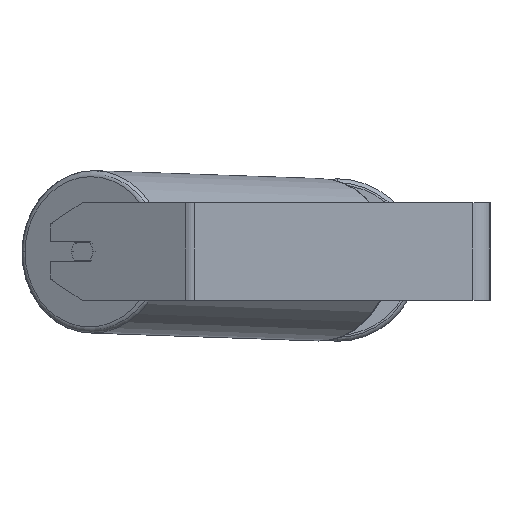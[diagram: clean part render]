
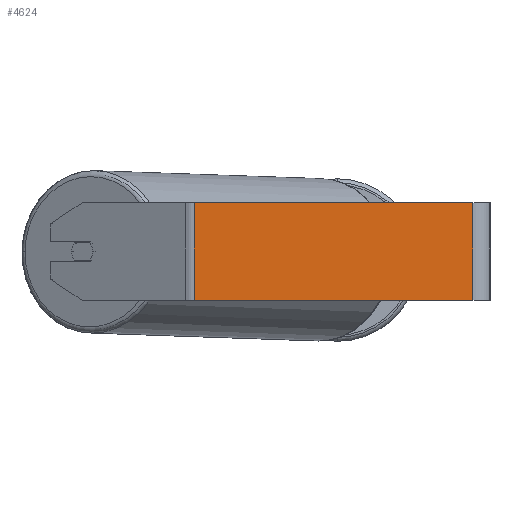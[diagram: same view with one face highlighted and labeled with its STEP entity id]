
A CAD part, left-side view. The second image highlights one B-rep face of the part: STEP entity #4624.
In plain terms, the highlighted planar face has unit normal (-1, 0, 0).
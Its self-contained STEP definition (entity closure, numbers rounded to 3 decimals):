
#485 = CARTESIAN_POINT ( 'NONE',  ( -620., 245.663, 40. ) ) ;
#1234 = ORIENTED_EDGE ( 'NONE', *, *, #8583, .T. ) ;
#1236 = CARTESIAN_POINT ( 'NONE',  ( -620., 14., 40. ) ) ;
#1506 = CARTESIAN_POINT ( 'NONE',  ( -620., 241.912, 40. ) ) ;
#1633 = VECTOR ( 'NONE', #2883, 1000. ) ;
#1784 = EDGE_CURVE ( 'NONE', #5517, #7313, #5227, .T. ) ;
#1849 = DIRECTION ( 'NONE',  ( 0., -1., 0. ) ) ;
#1855 = VECTOR ( 'NONE', #6055, 1000. ) ;
#2065 = VECTOR ( 'NONE', #2645, 1000. ) ;
#2645 = DIRECTION ( 'NONE',  ( 0., -1., 0. ) ) ;
#2883 = DIRECTION ( 'NONE',  ( 0., 0., -1. ) ) ;
#2971 = CARTESIAN_POINT ( 'NONE',  ( -620., 245.663, 40. ) ) ;
#3005 = CARTESIAN_POINT ( 'NONE',  ( -620., 241.912, 40. ) ) ;
#3309 = AXIS2_PLACEMENT_3D ( 'NONE', #2971, #7039, #4250 ) ;
#3352 = EDGE_CURVE ( 'NONE', #4993, #5517, #6541, .T. ) ;
#3472 = CARTESIAN_POINT ( 'NONE',  ( -620., 241.912, -40. ) ) ;
#3607 = EDGE_LOOP ( 'NONE', ( #5776, #5358, #7081, #1234 ) ) ;
#4250 = DIRECTION ( 'NONE',  ( 0., 0., -1. ) ) ;
#4624 = ADVANCED_FACE ( 'NONE', ( #7832 ), #6364, .F. ) ;
#4993 = VERTEX_POINT ( 'NONE', #3005 ) ;
#5227 = LINE ( 'NONE', #1236, #1855 ) ;
#5262 = VECTOR ( 'NONE', #1849, 1000. ) ;
#5345 = CARTESIAN_POINT ( 'NONE',  ( -620., 245.663, -40. ) ) ;
#5358 = ORIENTED_EDGE ( 'NONE', *, *, #1784, .F. ) ;
#5493 = CARTESIAN_POINT ( 'NONE',  ( -620., 14., -40. ) ) ;
#5517 = VERTEX_POINT ( 'NONE', #8369 ) ;
#5776 = ORIENTED_EDGE ( 'NONE', *, *, #8747, .T. ) ;
#6055 = DIRECTION ( 'NONE',  ( 0., 0., -1. ) ) ;
#6109 = LINE ( 'NONE', #1506, #1633 ) ;
#6133 = LINE ( 'NONE', #5345, #2065 ) ;
#6364 = PLANE ( 'NONE',  #3309 ) ;
#6541 = LINE ( 'NONE', #485, #5262 ) ;
#7039 = DIRECTION ( 'NONE',  ( 1., 0., 0. ) ) ;
#7081 = ORIENTED_EDGE ( 'NONE', *, *, #3352, .F. ) ;
#7313 = VERTEX_POINT ( 'NONE', #5493 ) ;
#7832 = FACE_OUTER_BOUND ( 'NONE', #3607, .T. ) ;
#8369 = CARTESIAN_POINT ( 'NONE',  ( -620., 14., 40. ) ) ;
#8505 = VERTEX_POINT ( 'NONE', #3472 ) ;
#8583 = EDGE_CURVE ( 'NONE', #4993, #8505, #6109, .T. ) ;
#8747 = EDGE_CURVE ( 'NONE', #8505, #7313, #6133, .T. ) ;
